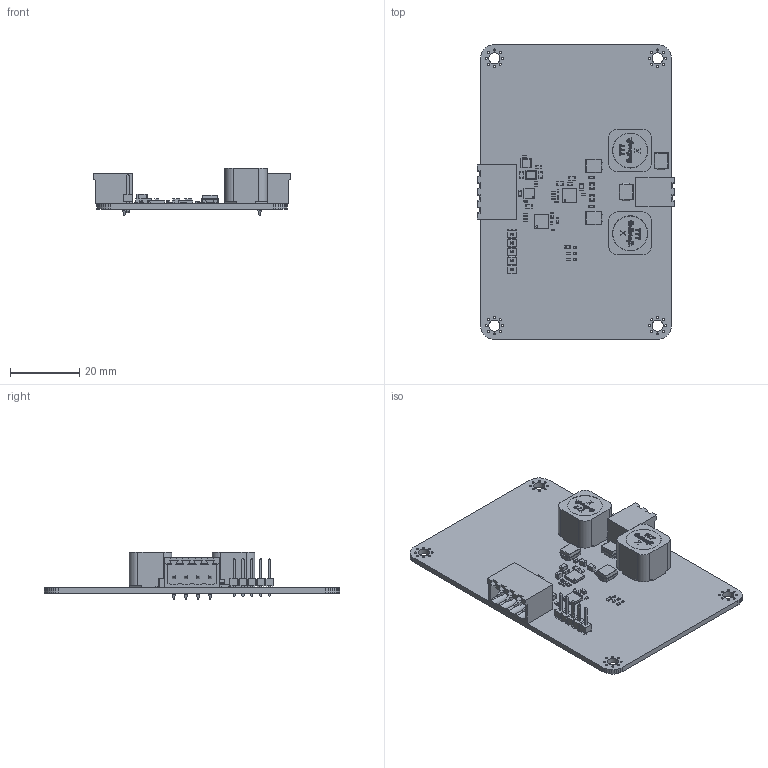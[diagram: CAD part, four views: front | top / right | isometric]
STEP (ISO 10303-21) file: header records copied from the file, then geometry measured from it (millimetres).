
FILE_DESCRIPTION(('Open CASCADE Model'),'2;1');
FILE_NAME('Open CASCADE Shape Model','2021-03-15T18:21:39',('Author'),( 'Open CASCADE'),'Open CASCADE STEP processor 6.8','Open CASCADE 6.8' ,'Unknown');
FILE_SCHEMA(('AUTOMOTIVE_DESIGN { 1 0 10303 214 1 1 1 1 }'));
Length unit declared in the file: millimetre
Products named in the file (124): PCB; Board; Open CASCADE STEP translator 6.8 8.1.1; R20; RESC1005_EIA_0402; R19; RESC1608_EIA_0603; R13; LED3; User_Library-LED_1006_B; User_Library-LED_1006_B_Blau; User_Library-LED_1006_B_Cut006; User_Library-LED_1006_B_Cut005; User_Library-LED_1006_B_Cut005_(Mirror_#1); User_Library-LED_1006_B_Pad001; LED2; User_Library-LED_1006_R; Rot; Cut006; Cut005; Cut005_(Mirror_#1); Pad001; LED1; User_Library-LED_1006_G; User_Library-LED_1006_G_Grnn; User_Library-LED_1006_G_Cut006; User_Library-LED_1006_G_Cut005; User_Library-LED_1006_G_Cut005_(Mirror_#1); User_Library-LED_1006_G_Pad001; R3; L2a; Coilcraft-MSS1210; L1a; U5; 6284998624; Open_CASCADE_STEP_translator_6.8_38.1; Body; Open_CASCADE_STEP_translator_6.8_38.2.1; Thermal_Shape; Pin_Shape ...
Assembly tree (205 placements, depth 5):
  PCB
    Board
      Open CASCADE STEP translator 6.8 8.1.1
    R20
      RESC1005_EIA_0402
    R19
      RESC1608_EIA_0603
    R13
      RESC1005_EIA_0402
    LED3
      User_Library-LED_1006_B
        User_Library-LED_1006_B_Blau
        User_Library-LED_1006_B_Cut006
        User_Library-LED_1006_B_Cut005
        User_Library-LED_1006_B_Cut005_(Mirror_#1)
        User_Library-LED_1006_B_Pad001
    LED2
      User_Library-LED_1006_R
        Rot
        Cut006
        Cut005
        Cut005_(Mirror_#1)
        Pad001
    LED1
      User_Library-LED_1006_G
        User_Library-LED_1006_G_Grnn
        User_Library-LED_1006_G_Cut006
        User_Library-LED_1006_G_Cut005
        User_Library-LED_1006_G_Cut005_(Mirror_#1)
        User_Library-LED_1006_G_Pad001
    R3
      RESC1005_EIA_0402
    L2a
      Coilcraft-MSS1210
    L1a
      Coilcraft-MSS1210
    U5
      6284998624
        Open_CASCADE_STEP_translator_6.8_38.1
        Body
          Open_CASCADE_STEP_translator_6.8_38.2.1
        Thermal_Shape
        Pin_Shape  x20
          Open_CASCADE_STEP_translator_6.8_38.4.1
    U3
      6240797760
        Open_CASCADE_STEP_translator_6.8_18.1
        Body
          Open_CASCADE_STEP_translator_6.8_18.2.1
        Thermal_Shape
        Pin_Shape  x24
          Open_CASCADE_STEP_translator_6.8_18.4.1
    U2
      6285448576
        Extruded
      6285448416
        Extruded
      6285436576
        Extruded
    U1
Bounding box: 56.8 x 85 x 13.76 mm (x, y, z)
Volume: 11902.7 mm3; surface area: 14840.7 mm2
Topology: 146 solids, 151 shells, 3627 faces, 8479 edges, 5039 vertices
Faces by surface type: plane 2485, cylinder 600, bspline 398, sphere 144
Full cylindrical faces by diameter (mm): 0.388 x1, 0.512 x2, 0.6 x32, 0.9 x5, 1.5 x6, 3.2 x4
Entity records: 63297 total; most frequent: CARTESIAN_POINT 13929, ORIENTED_EDGE 8445, DIRECTION 7797, EDGE_CURVE 4224, LINE 3191, VECTOR 3191, VERTEX_POINT 2621, AXIS2_PLACEMENT_3D 2303
